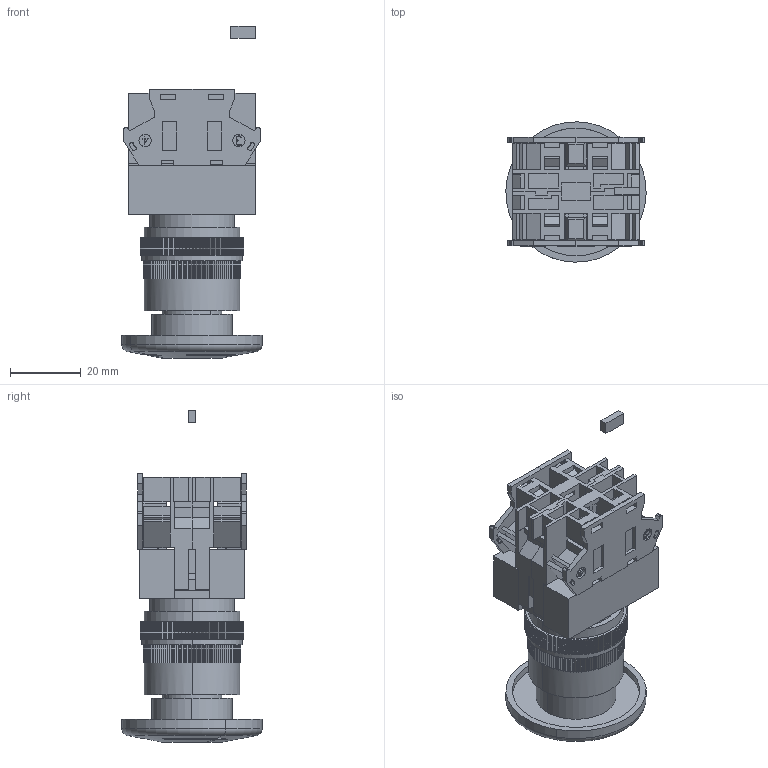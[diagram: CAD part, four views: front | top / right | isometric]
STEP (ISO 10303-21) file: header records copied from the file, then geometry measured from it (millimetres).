
FILE_DESCRIPTION(('CATIA V5 STEP Exchange'),'2;1');
FILE_NAME('bouton arret urgence.stp','2017-02-27T18:39:27+00:00',('none'),('none'),'CATIA Version 5 Release 20 GA (IN-10)','CATIA V5 STEP AP203','none');
FILE_SCHEMA(('CONFIG_CONTROL_DESIGN'));
Length unit declared in the file: millimetre
Products named in the file (1): bouton arret urgence
Assembly tree (12 placements, depth 2):
  bouton arret urgence
    #58
    #3565
    #7021
    #7265
    #9571  x2
    #14963
    #29996
    #42063
    #42835
    #46029
    #47243
Bounding box: 39.79 x 39.79 x 94.14 mm (x, y, z)
Volume: 31456.2 mm3; surface area: 40092.6 mm2
Topology: 13 solids, 17 shells, 1734 faces, 4990 edges, 3323 vertices
Faces by surface type: plane 1602, cylinder 128, torus 2, cone 2
Entity records: 48422 total; most frequent: ORIENTED_EDGE 8889, CARTESIAN_POINT 8824, DIRECTION 6880, EDGE_CURVE 4473, VECTOR 3918, LINE 3918, VERTEX_POINT 2980, AXIS2_PLACEMENT_3D 1736
